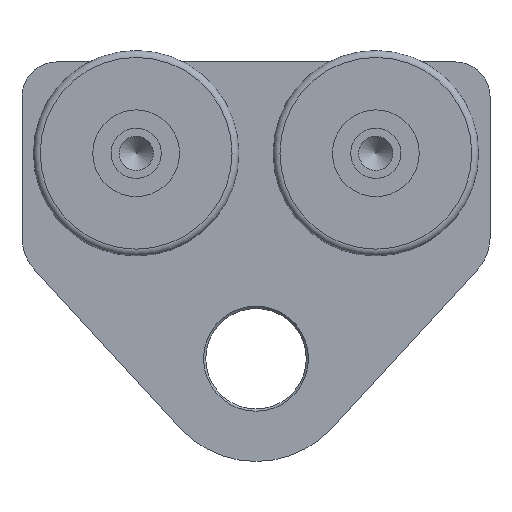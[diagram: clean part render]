
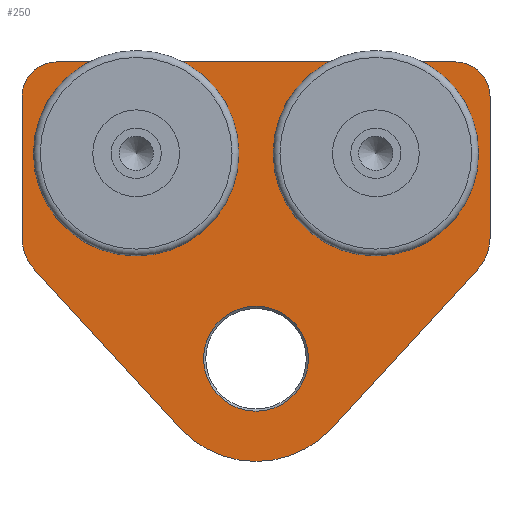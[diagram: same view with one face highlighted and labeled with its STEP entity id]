
A CAD part, front view. The second image highlights one B-rep face of the part: STEP entity #250.
In plain terms, the highlighted planar face has unit normal (0, -1, 0).
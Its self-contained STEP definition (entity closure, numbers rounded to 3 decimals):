
#250=ADVANCED_FACE('',(#466,#467),#468,.F.);
#466=FACE_BOUND('',#671,.T.);
#467=FACE_OUTER_BOUND('',#672,.T.);
#468=PLANE('',#673);
#671=EDGE_LOOP('',(#964));
#672=EDGE_LOOP('',(#965,#966,#967,#968,#969,#970,#971,#972,#973,#974));
#673=AXIS2_PLACEMENT_3D('',#975,#976,#977);
#964=ORIENTED_EDGE('',*,*,#1173,.T.);
#965=ORIENTED_EDGE('',*,*,#1174,.F.);
#966=ORIENTED_EDGE('',*,*,#1158,.T.);
#967=ORIENTED_EDGE('',*,*,#1154,.T.);
#968=ORIENTED_EDGE('',*,*,#1175,.T.);
#969=ORIENTED_EDGE('',*,*,#1108,.T.);
#970=ORIENTED_EDGE('',*,*,#1111,.T.);
#971=ORIENTED_EDGE('',*,*,#1176,.F.);
#972=ORIENTED_EDGE('',*,*,#1086,.T.);
#973=ORIENTED_EDGE('',*,*,#1141,.F.);
#974=ORIENTED_EDGE('',*,*,#1117,.F.);
#975=CARTESIAN_POINT('',(-130.,11.444,175.));
#976=DIRECTION('',(0.,1.,0.));
#977=DIRECTION('',(0.,0.,1.));
#1086=EDGE_CURVE('',#1214,#1212,#1215,.F.);
#1108=EDGE_CURVE('',#1251,#1249,#1252,.T.);
#1111=EDGE_CURVE('',#1249,#1255,#1256,.F.);
#1117=EDGE_CURVE('',#1264,#1266,#1267,.T.);
#1141=EDGE_CURVE('',#1266,#1212,#1302,.T.);
#1154=EDGE_CURVE('',#1320,#1321,#1322,.T.);
#1158=EDGE_CURVE('',#1326,#1320,#1327,.F.);
#1173=EDGE_CURVE('',#1346,#1346,#1347,.T.);
#1174=EDGE_CURVE('',#1326,#1264,#1348,.T.);
#1175=EDGE_CURVE('',#1321,#1251,#1349,.F.);
#1176=EDGE_CURVE('',#1214,#1255,#1350,.T.);
#1212=VERTEX_POINT('',#1387);
#1214=VERTEX_POINT('',#1390);
#1215=CIRCLE('',#1391,20.);
#1249=VERTEX_POINT('',#1427);
#1251=VERTEX_POINT('',#1430);
#1252=LINE('',#1431,#1432);
#1255=VERTEX_POINT('',#1436);
#1256=CIRCLE('',#1437,15.);
#1264=VERTEX_POINT('',#1446);
#1266=VERTEX_POINT('',#1449);
#1267=CIRCLE('',#1450,45.);
#1302=LINE('',#1490,#1491);
#1320=VERTEX_POINT('',#1509);
#1321=VERTEX_POINT('',#1510);
#1322=LINE('',#1511,#1512);
#1326=VERTEX_POINT('',#1518);
#1327=CIRCLE('',#1519,20.);
#1346=VERTEX_POINT('',#1539);
#1347=CIRCLE('',#1540,23.);
#1348=LINE('',#1541,#1542);
#1349=CIRCLE('',#1543,15.);
#1350=LINE('',#1544,#1545);
#1387=CARTESIAN_POINT('',(69.723,11.444,90.74));
#1390=CARTESIAN_POINT('',(75.,11.444,77.203));
#1391=AXIS2_PLACEMENT_3D('',#1584,#1585,#1586);
#1427=CARTESIAN_POINT('',(60.,11.444,0.));
#1430=CARTESIAN_POINT('',(-115.,11.444,0.));
#1431=CARTESIAN_POINT('',(-130.,11.444,0.));
#1432=VECTOR('',#1623,1.);
#1436=CARTESIAN_POINT('',(75.,11.444,15.));
#1437=AXIS2_PLACEMENT_3D('',#1625,#1626,#1627);
#1446=CARTESIAN_POINT('',(-60.627,11.444,160.456));
#1449=CARTESIAN_POINT('',(5.627,11.444,160.456));
#1450=AXIS2_PLACEMENT_3D('',#1636,#1637,#1638);
#1490=CARTESIAN_POINT('',(5.627,11.444,160.456));
#1491=VECTOR('',#1674,1.);
#1509=CARTESIAN_POINT('',(-130.,11.444,77.203));
#1510=CARTESIAN_POINT('',(-130.,11.444,15.));
#1511=CARTESIAN_POINT('',(-130.,11.444,175.));
#1512=VECTOR('',#1690,1.);
#1518=CARTESIAN_POINT('',(-124.723,11.444,90.74));
#1519=AXIS2_PLACEMENT_3D('',#1693,#1694,#1695);
#1539=CARTESIAN_POINT('',(-27.5,11.444,153.));
#1540=AXIS2_PLACEMENT_3D('',#1712,#1713,#1714);
#1541=CARTESIAN_POINT('',(-130.,11.444,85.));
#1542=VECTOR('',#1715,1.);
#1543=AXIS2_PLACEMENT_3D('',#1716,#1717,#1718);
#1544=CARTESIAN_POINT('',(75.,11.444,175.));
#1545=VECTOR('',#1719,1.);
#1584=CARTESIAN_POINT('',(55.,11.444,77.203));
#1585=DIRECTION('',(0.,1.,0.));
#1586=DIRECTION('',(0.,0.,1.));
#1623=DIRECTION('',(1.,0.,0.));
#1625=CARTESIAN_POINT('',(60.,11.444,15.));
#1626=DIRECTION('',(0.,1.,0.));
#1627=DIRECTION('',(0.,0.,1.));
#1636=CARTESIAN_POINT('',(-27.5,11.444,130.));
#1637=DIRECTION('',(0.,1.,0.));
#1638=DIRECTION('',(1.,0.,0.));
#1674=DIRECTION('',(0.677,0.,-0.736));
#1690=DIRECTION('',(0.,0.,-1.));
#1693=CARTESIAN_POINT('',(-110.,11.444,77.203));
#1694=DIRECTION('',(0.,1.,0.));
#1695=DIRECTION('',(0.,0.,1.));
#1712=CARTESIAN_POINT('',(-27.5,11.444,130.));
#1713=DIRECTION('',(0.,1.,0.));
#1714=DIRECTION('',(0.,0.,1.));
#1715=DIRECTION('',(0.677,0.,0.736));
#1716=CARTESIAN_POINT('',(-115.,11.444,15.));
#1717=DIRECTION('',(0.,1.,0.));
#1718=DIRECTION('',(0.,0.,1.));
#1719=DIRECTION('',(0.,0.,-1.));
